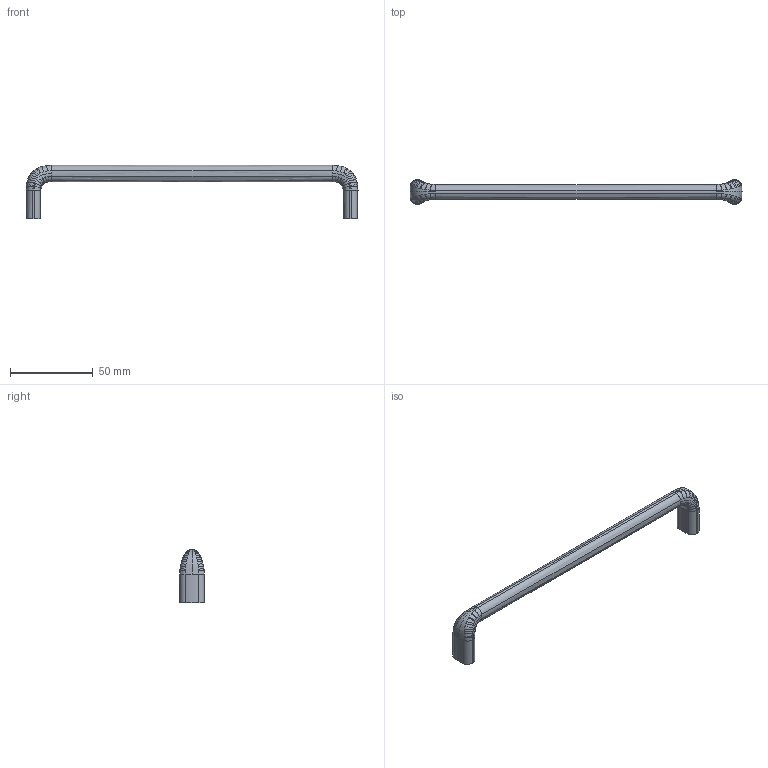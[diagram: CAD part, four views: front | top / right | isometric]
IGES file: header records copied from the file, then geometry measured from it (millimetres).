
Global section: file name: 0226_192_00; native system: Autodesk Inventor 2016; preprocessor: unknown; author: usuari; date: 20210330.113937; units: millimetre
Bounding box: 201 x 15 x 32.26 mm (x, y, z)
Volume: 18406.3 mm3; surface area: 9871.6 mm2
Topology: 1 solids, 1 shells, 178 faces, 484 edges, 314 vertices
Faces by surface type: bspline 178
